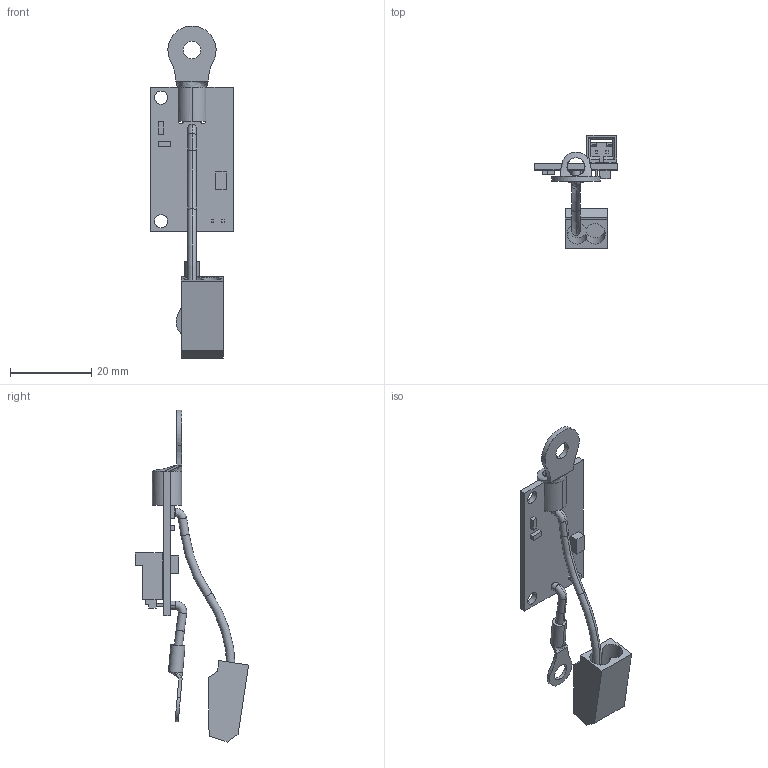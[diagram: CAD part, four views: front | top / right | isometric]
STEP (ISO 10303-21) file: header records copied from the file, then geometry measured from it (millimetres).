
FILE_DESCRIPTION (( 'STEP AP214' ), '1' );
FILE_NAME ('IPR0060 Positive Board Assembly.STEP', '2011-04-05T15:19:51', ( 'Michael Baranello' ), ( 'Barnwerks, LLC' ), 'SwSTEP 2.0', 'SolidWorks 2011', '' );
FILE_SCHEMA (( 'AUTOMOTIVE_DESIGN' ));
Length unit declared in the file: inch
Products named in the file (8): Molex 70553-0001; Molex 19430-0001; Gray Wire; IPR0060 Red Wire; AMP 32996; 3M MU18-8R_L; Positive-Board; IPR0060 Positive Board Assembly
Assembly tree (7 placements, depth 2):
  IPR0060 Positive Board Assembly
    IPR0060 Red Wire
    Molex 19430-0001
    AMP 32996
    Molex 70553-0001
    Positive-Board
    Gray Wire
    3M MU18-8R_L
Bounding box: 20.32 x 27.9 x 81.88 mm (x, y, z)
Volume: 3284.9 mm3; surface area: 4795.9 mm2
Topology: 7 solids, 7 shells, 192 faces, 479 edges, 310 vertices
Faces by surface type: plane 129, cylinder 45, torus 10, bspline 8
Entity records: 7162 total; most frequent: CARTESIAN_POINT 1265, DIRECTION 977, ORIENTED_EDGE 958, EDGE_CURVE 479, LINE 361, VECTOR 361, VERTEX_POINT 310, AXIS2_PLACEMENT_3D 308
